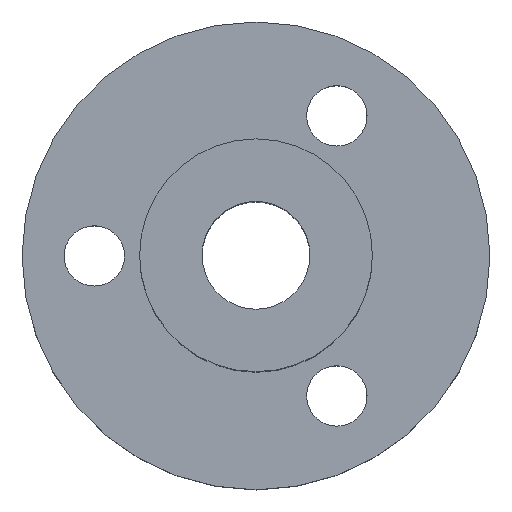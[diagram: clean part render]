
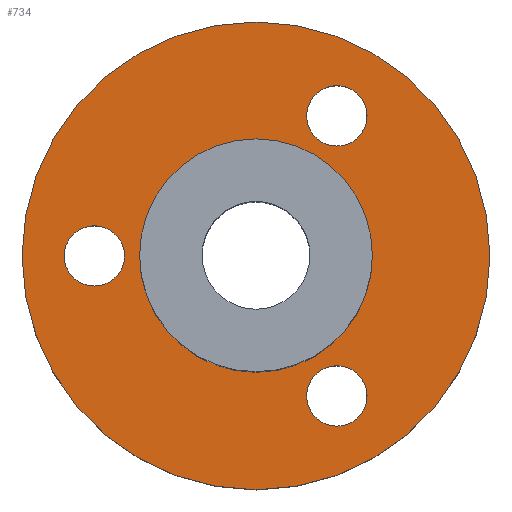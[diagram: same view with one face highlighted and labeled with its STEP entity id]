
A CAD part, top view. The second image highlights one B-rep face of the part: STEP entity #734.
In plain terms, the highlighted planar face has unit normal (0, 0, 1).
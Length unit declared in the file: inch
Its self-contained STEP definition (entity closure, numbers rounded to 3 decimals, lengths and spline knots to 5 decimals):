
#138=CARTESIAN_POINT('',(-0.5425,0.,0.24));
#139=VERTEX_POINT('',#138);
#155=CARTESIAN_POINT('',(0.5425,0.,0.24));
#156=VERTEX_POINT('',#155);
#163=CARTESIAN_POINT('',(0.0,0.0,0.24));
#164=DIRECTION('',(0.0,0.0,-1.0));
#165=DIRECTION('',(-1.0,0.0,0.0));
#166=AXIS2_PLACEMENT_3D('',#163,#164,#165);
#167=CIRCLE('',#166,0.5425);
#168=EDGE_CURVE('',#156,#139,#167,.T.);
#178=CARTESIAN_POINT('',(-0.27,0.,0.24));
#179=VERTEX_POINT('',#178);
#188=CARTESIAN_POINT('',(0.27,0.,0.24));
#189=VERTEX_POINT('',#188);
#190=CARTESIAN_POINT('',(0.0,0.0,0.24));
#191=DIRECTION('',(0.0,0.0,-1.0));
#192=DIRECTION('',(-1.0,0.0,0.0));
#193=AXIS2_PLACEMENT_3D('',#190,#191,#192);
#194=CIRCLE('',#193,0.27);
#195=EDGE_CURVE('',#189,#179,#194,.T.);
#304=CARTESIAN_POINT('',(-0.44499,0.,0.24));
#305=VERTEX_POINT('',#304);
#314=CARTESIAN_POINT('',(-0.30499,0.0,0.24));
#315=VERTEX_POINT('',#314);
#316=CARTESIAN_POINT('',(-0.37499,0.0,0.24));
#317=DIRECTION('',(0.0,0.0,-1.0));
#318=DIRECTION('',(-1.0,0.0,0.0));
#319=AXIS2_PLACEMENT_3D('',#316,#317,#318);
#320=CIRCLE('',#319,0.07);
#321=EDGE_CURVE('',#315,#305,#320,.T.);
#367=CARTESIAN_POINT('',(0.2225,0.38538,0.24));
#368=VERTEX_POINT('',#367);
#377=CARTESIAN_POINT('',(0.1525,0.26413,0.24));
#378=VERTEX_POINT('',#377);
#379=CARTESIAN_POINT('',(0.1875,0.32475,0.24));
#380=DIRECTION('',(0.0,0.0,-1.0));
#381=DIRECTION('',(0.5,0.866,0.0));
#382=AXIS2_PLACEMENT_3D('',#379,#380,#381);
#383=CIRCLE('',#382,0.07);
#384=EDGE_CURVE('',#378,#368,#383,.T.);
#430=CARTESIAN_POINT('',(0.2225,-0.38538,0.24));
#431=VERTEX_POINT('',#430);
#440=CARTESIAN_POINT('',(0.1525,-0.26413,0.24));
#441=VERTEX_POINT('',#440);
#442=CARTESIAN_POINT('',(0.1875,-0.32475,0.24));
#443=DIRECTION('',(0.0,0.0,-1.0));
#444=DIRECTION('',(0.5,-0.866,0.0));
#445=AXIS2_PLACEMENT_3D('',#442,#443,#444);
#446=CIRCLE('',#445,0.07);
#447=EDGE_CURVE('',#441,#431,#446,.T.);
#502=CARTESIAN_POINT('',(0.1875,-0.32475,0.24));
#503=DIRECTION('',(0.0,0.0,-1.0));
#504=DIRECTION('',(0.5,-0.866,0.0));
#505=AXIS2_PLACEMENT_3D('',#502,#503,#504);
#506=CIRCLE('',#505,0.07);
#507=EDGE_CURVE('',#431,#441,#506,.T.);
#547=CARTESIAN_POINT('',(0.1875,0.32475,0.24));
#548=DIRECTION('',(0.0,0.0,-1.0));
#549=DIRECTION('',(0.5,0.866,0.0));
#550=AXIS2_PLACEMENT_3D('',#547,#548,#549);
#551=CIRCLE('',#550,0.07);
#552=EDGE_CURVE('',#368,#378,#551,.T.);
#592=CARTESIAN_POINT('',(-0.37499,0.0,0.24));
#593=DIRECTION('',(0.0,0.0,-1.0));
#594=DIRECTION('',(-1.0,0.0,0.0));
#595=AXIS2_PLACEMENT_3D('',#592,#593,#594);
#596=CIRCLE('',#595,0.07);
#597=EDGE_CURVE('',#305,#315,#596,.T.);
#661=CARTESIAN_POINT('',(0.0,0.0,0.24));
#662=DIRECTION('',(0.0,0.0,-1.0));
#663=DIRECTION('',(-1.0,0.0,0.0));
#664=AXIS2_PLACEMENT_3D('',#661,#662,#663);
#665=CIRCLE('',#664,0.27);
#666=EDGE_CURVE('',#179,#189,#665,.T.);
#691=CARTESIAN_POINT('',(0.0,0.0,0.24));
#692=DIRECTION('',(0.0,0.0,-1.0));
#693=DIRECTION('',(-1.0,0.0,0.0));
#694=AXIS2_PLACEMENT_3D('',#691,#692,#693);
#695=CIRCLE('',#694,0.5425);
#696=EDGE_CURVE('',#139,#156,#695,.T.);
#709=CARTESIAN_POINT('',(0.04932,0.,0.24));
#710=DIRECTION('',(0.0,0.0,1.0));
#711=DIRECTION('',(1.0,0.0,0.0));
#712=AXIS2_PLACEMENT_3D('',#709,#710,#711);
#713=PLANE('',#712);
#714=ORIENTED_EDGE('',*,*,#168,.F.);
#715=ORIENTED_EDGE('',*,*,#696,.F.);
#716=EDGE_LOOP('',(#714,#715));
#717=FACE_OUTER_BOUND('',#716,.T.);
#718=ORIENTED_EDGE('',*,*,#447,.T.);
#719=ORIENTED_EDGE('',*,*,#507,.T.);
#720=EDGE_LOOP('',(#718,#719));
#721=FACE_BOUND('',#720,.T.);
#722=ORIENTED_EDGE('',*,*,#384,.T.);
#723=ORIENTED_EDGE('',*,*,#552,.T.);
#724=EDGE_LOOP('',(#722,#723));
#725=FACE_BOUND('',#724,.T.);
#726=ORIENTED_EDGE('',*,*,#321,.T.);
#727=ORIENTED_EDGE('',*,*,#597,.T.);
#728=EDGE_LOOP('',(#726,#727));
#729=FACE_BOUND('',#728,.T.);
#730=ORIENTED_EDGE('',*,*,#195,.T.);
#731=ORIENTED_EDGE('',*,*,#666,.T.);
#732=EDGE_LOOP('',(#730,#731));
#733=FACE_BOUND('',#732,.T.);
#734=ADVANCED_FACE('',(#717,#721,#725,#729,#733),#713,.T.);
